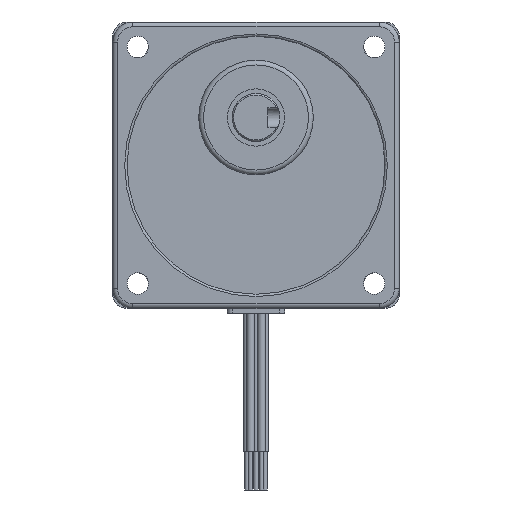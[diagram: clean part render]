
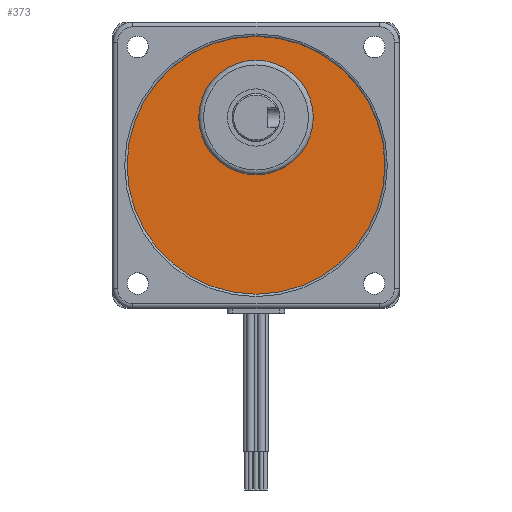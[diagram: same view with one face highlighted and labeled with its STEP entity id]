
A CAD part, front view. The second image highlights one B-rep face of the part: STEP entity #373.
In plain terms, the highlighted planar face has unit normal (0, -1, 0).
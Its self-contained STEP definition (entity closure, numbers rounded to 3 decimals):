
#373 = ADVANCED_FACE( '', ( #898, #899 ), #900, .F. );
#898 = FACE_BOUND( '', #1687, .T. );
#899 = FACE_OUTER_BOUND( '', #1688, .T. );
#900 = PLANE( '', #1689 );
#1687 = EDGE_LOOP( '', ( #2459 ) );
#1688 = EDGE_LOOP( '', ( #2460 ) );
#1689 = AXIS2_PLACEMENT_3D( '', #2461, #2462, #2463 );
#2459 = ORIENTED_EDGE( '', *, *, #4387, .T. );
#2460 = ORIENTED_EDGE( '', *, *, #4388, .F. );
#2461 = CARTESIAN_POINT( '', ( 0., 0.5, 0. ) );
#2462 = DIRECTION( '', ( 0., 1., 0. ) );
#2463 = DIRECTION( '', ( 0., 0., 1. ) );
#4387 = EDGE_CURVE( '', #5131, #5131, #5132, .T. );
#4388 = EDGE_CURVE( '', #5133, #5133, #5134, .T. );
#5131 = VERTEX_POINT( '', #6221 );
#5132 = CIRCLE( '', #6222, 12. );
#5133 = VERTEX_POINT( '', #6223 );
#5134 = CIRCLE( '', #6224, 27. );
#6221 = CARTESIAN_POINT( '', ( 0., 0.5, 22. ) );
#6222 = AXIS2_PLACEMENT_3D( '', #7676, #7677, #7678 );
#6223 = CARTESIAN_POINT( '', ( 27., 0.5, 0. ) );
#6224 = AXIS2_PLACEMENT_3D( '', #7679, #7680, #7681 );
#7676 = CARTESIAN_POINT( '', ( 0., 0.5, 10. ) );
#7677 = DIRECTION( '', ( 0., 1., 0. ) );
#7678 = DIRECTION( '', ( 0., 0., 1. ) );
#7679 = CARTESIAN_POINT( '', ( 0., 0.5, 0. ) );
#7680 = DIRECTION( '', ( 0., 1., 0. ) );
#7681 = DIRECTION( '', ( 1., 0., 0. ) );
